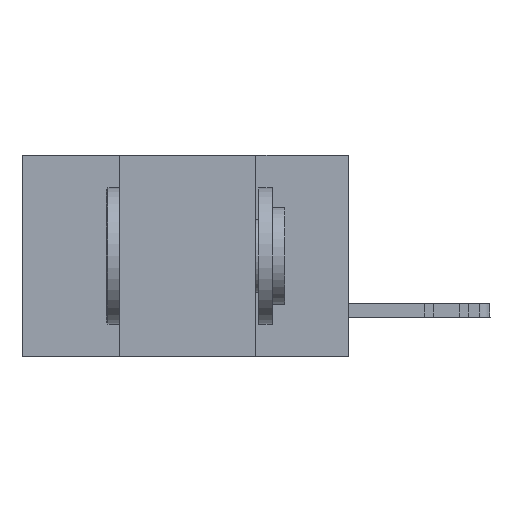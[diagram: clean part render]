
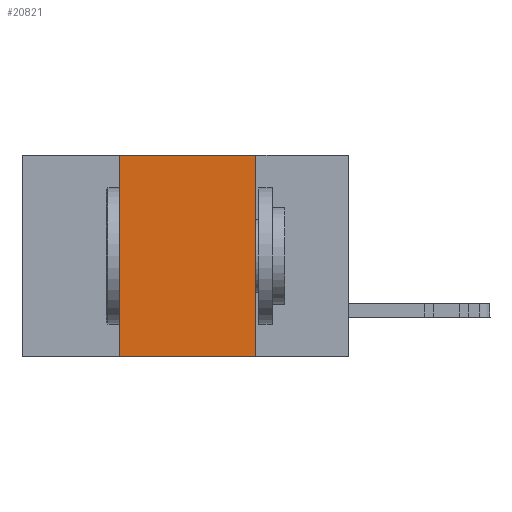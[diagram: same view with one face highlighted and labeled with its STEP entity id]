
A CAD part, left-side view. The second image highlights one B-rep face of the part: STEP entity #20821.
In plain terms, the highlighted planar face has unit normal (-1, 0, 0).
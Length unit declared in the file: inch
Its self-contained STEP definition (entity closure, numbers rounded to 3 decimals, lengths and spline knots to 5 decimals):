
#1618 = CARTESIAN_POINT ( 'NONE',  ( 0., 0.6, -0.37 ) ) ;
#1719 = DIRECTION ( 'NONE',  ( 0., -1., 0. ) ) ;
#1901 = ORIENTED_EDGE ( 'NONE', *, *, #20648, .T. ) ;
#1929 = VECTOR ( 'NONE', #1719, 39.37008 ) ;
#2202 = DIRECTION ( 'NONE',  ( 1., 0., 0. ) ) ;
#4088 = CARTESIAN_POINT ( 'NONE',  ( 0., 0.42, 0. ) ) ;
#4162 = ORIENTED_EDGE ( 'NONE', *, *, #14770, .F. ) ;
#6197 = EDGE_LOOP ( 'NONE', ( #4162, #8968, #20674, #1901 ) ) ;
#7190 = DIRECTION ( 'NONE',  ( 0., 0., -1. ) ) ;
#7495 = CARTESIAN_POINT ( 'NONE',  ( 0., 0.17, 0. ) ) ;
#8968 = ORIENTED_EDGE ( 'NONE', *, *, #11250, .F. ) ;
#10300 = LINE ( 'NONE', #1618, #1929 ) ;
#10566 = CARTESIAN_POINT ( 'NONE',  ( 0., 0.17, -0.37 ) ) ;
#10593 = CARTESIAN_POINT ( 'NONE',  ( 0., 0.42, 0. ) ) ;
#10990 = FACE_OUTER_BOUND ( 'NONE', #6197, .T. ) ;
#11149 = AXIS2_PLACEMENT_3D ( 'NONE', #21084, #2202, #7190 ) ;
#11250 = EDGE_CURVE ( 'NONE', #24905, #17785, #28499, .T. ) ;
#12527 = VECTOR ( 'NONE', #21477, 39.37008 ) ;
#12562 = LINE ( 'NONE', #4088, #28158 ) ;
#13819 = PLANE ( 'NONE',  #11149 ) ;
#14613 = CARTESIAN_POINT ( 'NONE',  ( 0., 0.6, 0. ) ) ;
#14770 = EDGE_CURVE ( 'NONE', #17785, #26479, #19586, .T. ) ;
#17785 = VERTEX_POINT ( 'NONE', #7495 ) ;
#19207 = VECTOR ( 'NONE', #29643, 39.37008 ) ;
#19586 = LINE ( 'NONE', #20302, #19207 ) ;
#20302 = CARTESIAN_POINT ( 'NONE',  ( 0., 0.17, 0. ) ) ;
#20437 = CARTESIAN_POINT ( 'NONE',  ( 0., 0.42, -0.37 ) ) ;
#20648 = EDGE_CURVE ( 'NONE', #21853, #26479, #10300, .T. ) ;
#20674 = ORIENTED_EDGE ( 'NONE', *, *, #25374, .F. ) ;
#20821 = ADVANCED_FACE ( 'NONE', ( #10990 ), #13819, .F. ) ;
#21084 = CARTESIAN_POINT ( 'NONE',  ( 0., 0.6, 0. ) ) ;
#21477 = DIRECTION ( 'NONE',  ( 0., -1., 0. ) ) ;
#21853 = VERTEX_POINT ( 'NONE', #20437 ) ;
#24905 = VERTEX_POINT ( 'NONE', #10593 ) ;
#25374 = EDGE_CURVE ( 'NONE', #21853, #24905, #12562, .T. ) ;
#26479 = VERTEX_POINT ( 'NONE', #10566 ) ;
#26947 = DIRECTION ( 'NONE',  ( 0., 0., 1. ) ) ;
#28158 = VECTOR ( 'NONE', #26947, 39.37008 ) ;
#28499 = LINE ( 'NONE', #14613, #12527 ) ;
#29643 = DIRECTION ( 'NONE',  ( 0., 0., -1. ) ) ;
